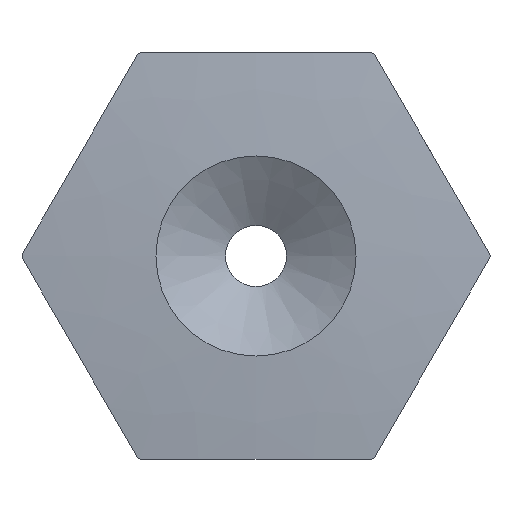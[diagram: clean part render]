
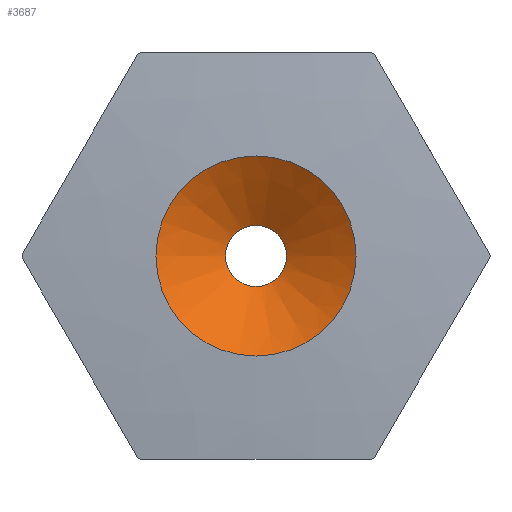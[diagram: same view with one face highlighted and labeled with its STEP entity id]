
A CAD part, front view. The second image highlights one B-rep face of the part: STEP entity #3687.
In plain terms, the highlighted conical face has half-angle 59 degrees and reference radius 1.229 mm.
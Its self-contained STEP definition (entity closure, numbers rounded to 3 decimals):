
#26=CONICAL_SURFACE('',#4012,1.229,1.03);
#596=FACE_OUTER_BOUND('',#825,.T.);
#825=EDGE_LOOP('',(#3393,#3394,#3395,#3396,#3397));
#1081=LINE('',#8073,#1324);
#1324=VECTOR('',#4772,1.229);
#1336=CIRCLE('',#3773,0.75);
#1337=CIRCLE('',#3774,0.75);
#1461=CIRCLE('',#4013,2.459);
#1479=VERTEX_POINT('',#4860);
#1480=VERTEX_POINT('',#4862);
#1818=VERTEX_POINT('',#8071);
#1837=EDGE_CURVE('',#1480,#1479,#1336,.T.);
#1838=EDGE_CURVE('',#1479,#1480,#1337,.T.);
#2349=EDGE_CURVE('',#1818,#1818,#1461,.T.);
#2350=EDGE_CURVE('',#1818,#1480,#1081,.T.);
#3393=ORIENTED_EDGE('',*,*,#2349,.T.);
#3394=ORIENTED_EDGE('',*,*,#2350,.T.);
#3395=ORIENTED_EDGE('',*,*,#1837,.T.);
#3396=ORIENTED_EDGE('',*,*,#1838,.T.);
#3397=ORIENTED_EDGE('',*,*,#2350,.F.);
#3687=ADVANCED_FACE('',(#596),#26,.F.);
#3773=AXIS2_PLACEMENT_3D('',#4863,#4059,#4060);
#3774=AXIS2_PLACEMENT_3D('',#4864,#4061,#4062);
#4012=AXIS2_PLACEMENT_3D('',#8070,#4768,#4769);
#4013=AXIS2_PLACEMENT_3D('',#8072,#4770,#4771);
#4059=DIRECTION('center_axis',(0.,0.,1.));
#4060=DIRECTION('ref_axis',(1.,0.,0.));
#4061=DIRECTION('center_axis',(0.,0.,1.));
#4062=DIRECTION('ref_axis',(1.,0.,0.));
#4768=DIRECTION('center_axis',(0.,0.,-1.));
#4769=DIRECTION('ref_axis',(-1.,0.,0.));
#4770=DIRECTION('center_axis',(0.,0.,-1.));
#4771=DIRECTION('ref_axis',(-1.,0.,0.));
#4772=DIRECTION('',(-0.857,0.,0.515));
#4860=CARTESIAN_POINT('',(-0.75,0.,8.027));
#4862=CARTESIAN_POINT('',(0.75,0.,8.027));
#4863=CARTESIAN_POINT('Origin',(0.,0.,8.027));
#4864=CARTESIAN_POINT('Origin',(0.,0.,8.027));
#8070=CARTESIAN_POINT('Origin',(0.,0.,
7.739));
#8071=CARTESIAN_POINT('',(2.458,0.,7.));
#8072=CARTESIAN_POINT('Origin',(0.,0.,
7.));
#8073=CARTESIAN_POINT('',(1.229,0.,7.739));
